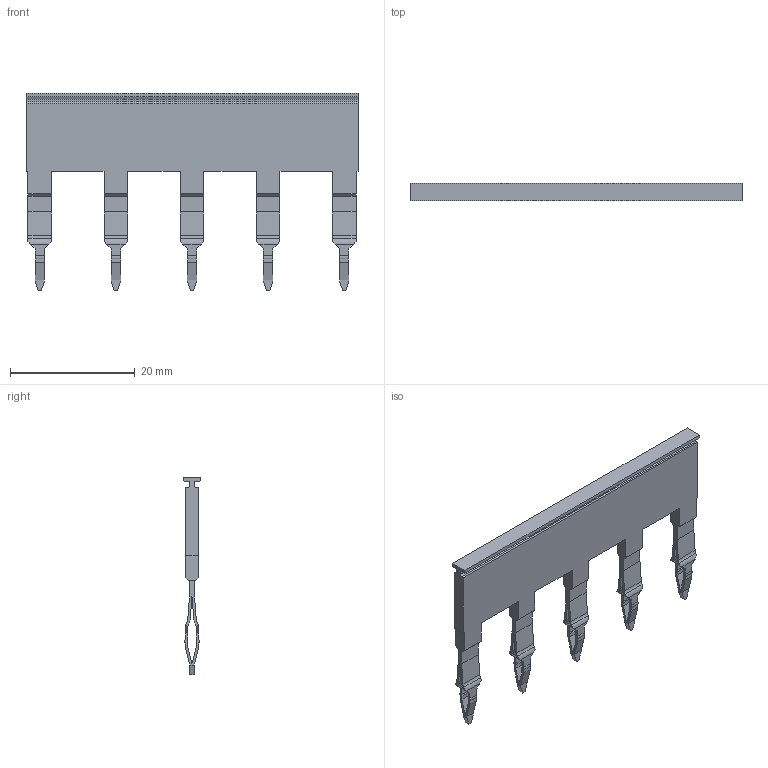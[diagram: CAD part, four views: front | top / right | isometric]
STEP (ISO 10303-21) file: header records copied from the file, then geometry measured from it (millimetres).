
FILE_DESCRIPTION(('CATIA V5R24 STEP','CAx-IF Rec.Pracs.--- Model Styling and Organization---1.2---2011-12-15'),'2;1');
FILE_NAME ('017657-6_1', '2017-01-10T09:06:51+00:00', ('Weidmueller Interface'), ('Weidmueller'), 'CATIA Version 5-6 Release 2014 SP4 HF52', 'CATIA V5 STEP AP214', 'none');
FILE_SCHEMA(('AUTOMOTIVE_DESIGN { 1 0 10303 214 1 1 1 1 }'));
Length unit declared in the file: millimetre
Products named in the file (1): v5-standard_part
Bounding box: 53.2 x 2.8 x 31.6 mm (x, y, z)
Volume: 1604.4 mm3; surface area: 2836.1 mm2
Topology: 6 solids, 6 shells, 273 faces, 813 edges, 542 vertices
Faces by surface type: plane 209, cylinder 64
Entity records: 8209 total; most frequent: ORIENTED_EDGE 1626, CARTESIAN_POINT 1593, DIRECTION 975, EDGE_CURVE 813, VECTOR 645, LINE 645, VERTEX_POINT 542, ADVANCED_FACE 273
